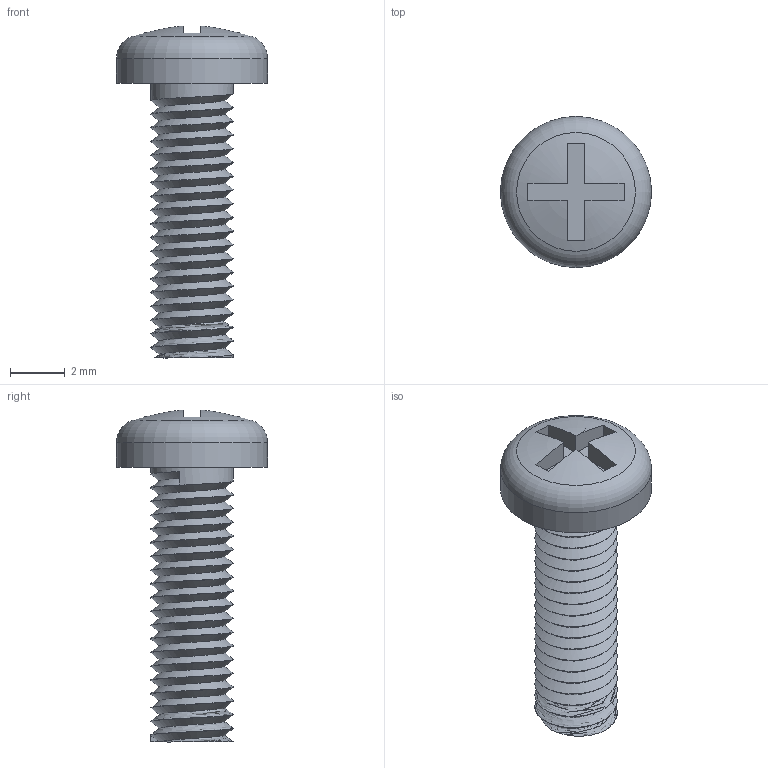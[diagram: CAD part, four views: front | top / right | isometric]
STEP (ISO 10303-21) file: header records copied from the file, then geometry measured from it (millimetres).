
FILE_DESCRIPTION(/* description */ ('Unknown'),/* implementation_level */ '2;1');
FILE_NAME(/* name */ '97791003211',/* time_stamp */ '2019-11-20T08:47:50+01:00',/* author */ ('Unknown'),/* organization */ ('Unknown'),/* preprocessor_version */ 'ST-DEVELOPER v16.7',/* originating_system */ 'DEX',/* authorisation */ $);
FILE_SCHEMA (('AUTOMOTIVE_DESIGN {1 0 10303 214 3 1 1}'));
Length unit declared in the file: millimetre
Products named in the file (1): 97791003211
Bounding box: 5.5 x 5.5 x 12.09 mm (x, y, z)
Surface area: 213.3 mm2 (no closed solid volume)
Topology: 0 solids, 1 shells, 41 faces, 115 edges, 76 vertices
Faces by surface type: cylinder 20, plane 17, torus 2, bspline 2
Full cylindrical faces by diameter (mm): 3 x19, 5.5 x1
Entity records: 2313 total; most frequent: CARTESIAN_POINT 1802, ORIENTED_EDGE 102, DIRECTION 84, EDGE_CURVE 51, VERTEX_POINT 35, LINE 30, VECTOR 30, EDGE_LOOP 28
